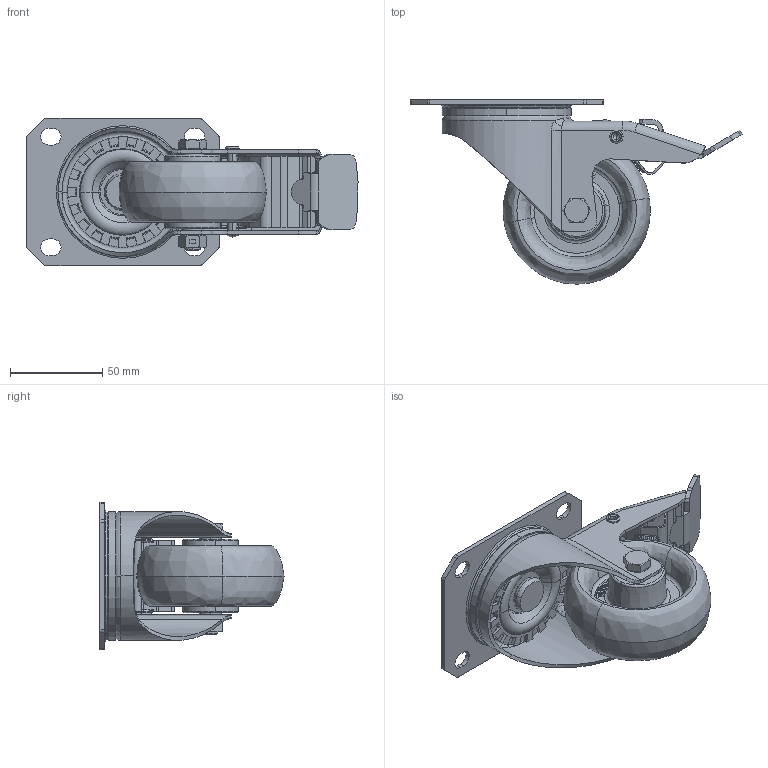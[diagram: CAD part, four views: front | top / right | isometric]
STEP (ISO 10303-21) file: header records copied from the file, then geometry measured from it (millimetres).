
FILE_DESCRIPTION (( 'STEP AP214' ), '1' );
FILE_NAME ('0056063.step', '2023-12-05T08:23:42', ( '' ), ( '' ), 'SwSTEP 2.0', 'SolidWorks 2020', '' );
FILE_SCHEMA (( 'AUTOMOTIVE_DESIGN' ));
Length unit declared in the file: millimetre
Products named in the file (1): 0056063
Bounding box: 180.21 x 100 x 80 mm (x, y, z)
Volume: 200904.7 mm3; surface area: 99075.2 mm2
Topology: 8 solids, 8 shells, 1347 faces, 3527 edges, 2207 vertices
Faces by surface type: plane 501, cylinder 348, bspline 271, torus 151, cone 72, sphere 4
Entity records: 69579 total; most frequent: CARTESIAN_POINT 23138, ORIENTED_EDGE 7022, DIRECTION 6115, EDGE_CURVE 3511, AXIS2_PLACEMENT_3D 2285, VERTEX_POINT 2207, LINE 1545, VECTOR 1545
